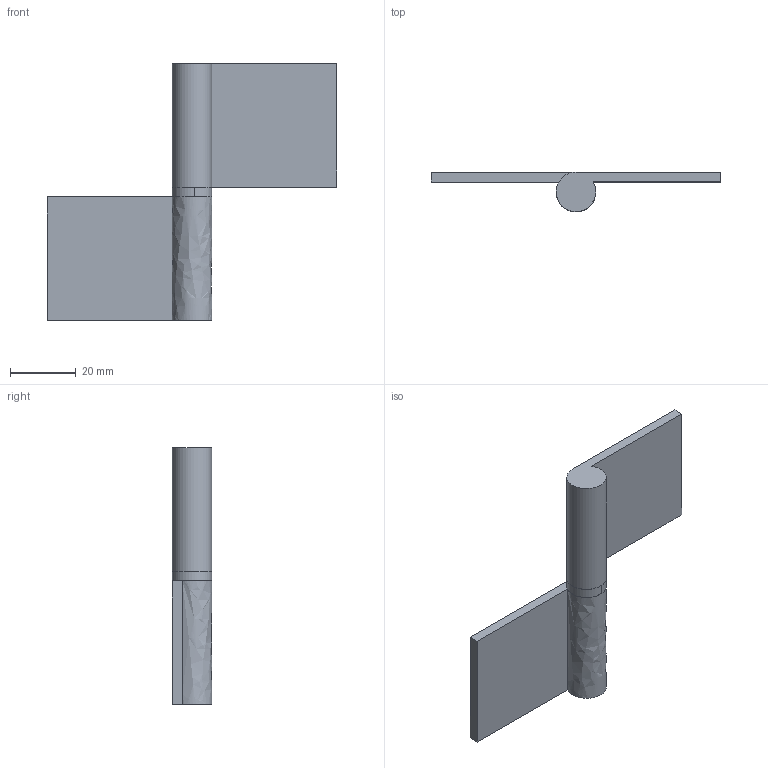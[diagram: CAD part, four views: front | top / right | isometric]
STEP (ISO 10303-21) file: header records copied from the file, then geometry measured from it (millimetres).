
FILE_DESCRIPTION((''),'2;1');
FILE_NAME('','2005-04-20T10:18:58',(''),(''),'','CADfix','');
FILE_SCHEMA(('AUTOMOTIVE_DESIGN'));
Length unit declared in the file: millimetre
Products named in the file (5): washer; shaft; hinge piece_B; hinge piece_A; TH_82_L_17680_36
Assembly tree (4 placements, depth 2):
  TH_82_L_17680_36
    washer
    shaft
    hinge piece_B
    hinge piece_A
Bounding box: 88 x 12 x 78 mm (x, y, z)
Volume: 17646.6 mm3; surface area: 13097.1 mm2
Topology: 4 solids, 4 shells, 29 faces, 74 edges, 53 vertices
Faces by surface type: bspline 29
Entity records: 1125 total; most frequent: CARTESIAN_POINT 567, ORIENTED_EDGE 148, EDGE_CURVE 74, VERTEX_POINT 53, QUASI_UNIFORM_CURVE 39, EDGE_LOOP 31, FACE_OUTER_BOUND 29, ADVANCED_FACE 29
